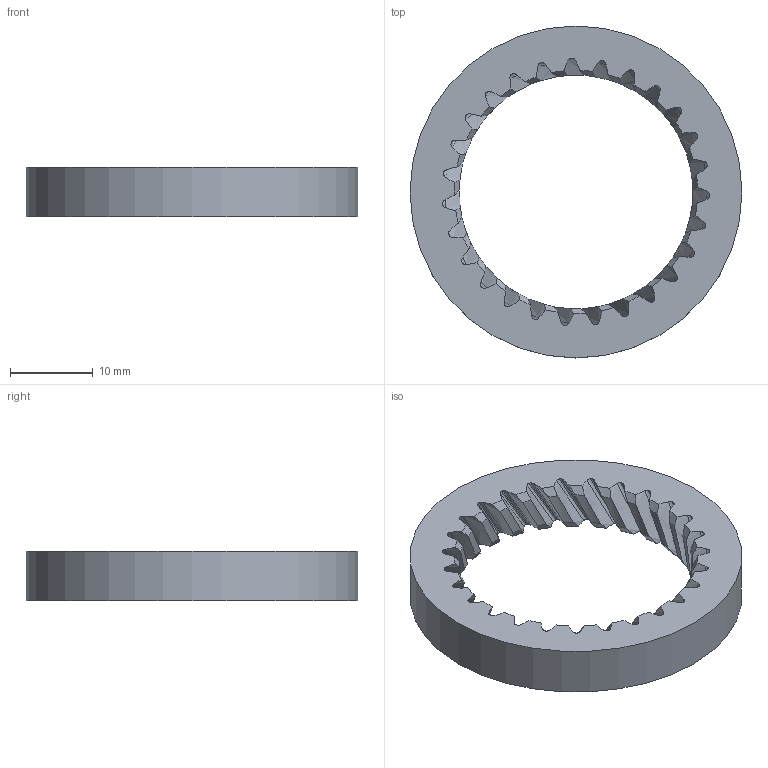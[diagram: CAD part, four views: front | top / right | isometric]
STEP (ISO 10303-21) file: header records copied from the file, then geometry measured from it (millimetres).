
FILE_DESCRIPTION(('STEP AP214'), '1');
FILE_NAME('櫻蠉錪', '', ('UNSPECIFIED'), ('UNSPECIFIED'), 'C3D Converter', 'C3D Toolkit', '');
FILE_SCHEMA(('AUTOMOTIVE_DESIGN { 1 0 10303 214 3 1 1}'));
Length unit declared in the file: millimetre
Bounding box: 40 x 40 x 6 mm (x, y, z)
Volume: 3284.2 mm3; surface area: 2868.7 mm2
Topology: 1 solids, 1 shells, 219 faces, 653 edges, 438 vertices
Faces by surface type: bspline 108, cylinder 55, cone 54, plane 2
Full cylindrical faces by diameter (mm): 40 x1
Entity records: 20218 total; most frequent: CARTESIAN_POINT 13662, ORIENTED_EDGE 1300, EDGE_CURVE 650, DIRECTION 552, B_SPLINE_CURVE_WITH_KNOTS 488, VERTEX_POINT 434, AXIS2_PLACEMENT_3D 276, COLOUR_RGB 222
